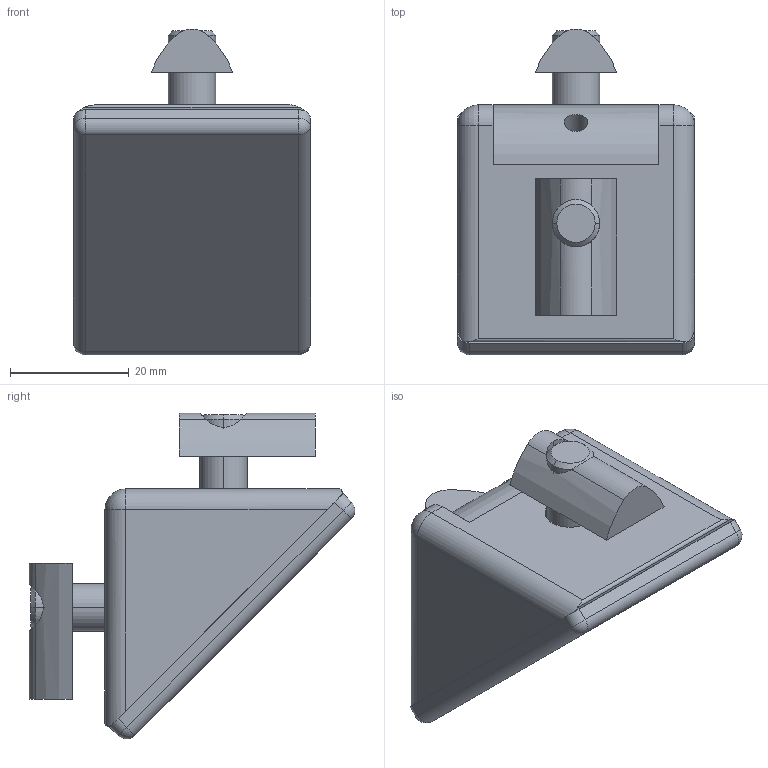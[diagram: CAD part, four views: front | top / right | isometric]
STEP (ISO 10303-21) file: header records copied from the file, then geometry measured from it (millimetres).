
FILE_DESCRIPTION(('STEP AP214'),'1');
FILE_NAME('cctmp_29CF2ABD-5296-4024-8B71-2363A0977F71_2019_11_10_14_27_23_319..stp','2019-11-10T13:27:23',('item Industrietechnik GmbH'),('CADClick - www.CADClick.com'),'Spatial InterOp 3D',' ','unknown authorization');
FILE_SCHEMA(('AUTOMOTIVE_DESIGN'));
Length unit declared in the file: millimetre
Products named in the file (9): item_0067011_Angle Bracket Set 8 40x40
Assembly tree (8 placements, depth 2):
  (unnamed)
    item_0067011_Angle Bracket Set 8 40x40
    item_0067011_Angle Bracket Set 8 40x40
    item_0067011_Angle Bracket Set 8 40x40
    item_0067011_Angle Bracket Set 8 40x40
    item_0067011_Angle Bracket Set 8 40x40
    item_0067011_Angle Bracket Set 8 40x40
    item_0067011_Angle Bracket Set 8 40x40
    item_0067011_Angle Bracket Set 8 40x40
Bounding box: 40 x 54.98 x 54.98 mm (x, y, z)
Volume: 33075.2 mm3; surface area: 19432.3 mm2
Topology: 8 solids, 8 shells, 159 faces, 386 edges, 244 vertices
Faces by surface type: cylinder 74, plane 67, torus 8, sphere 6, cone 4
Entity records: 6532 total; most frequent: CARTESIAN_POINT 1162, DIRECTION 872, ORIENTED_EDGE 760, EDGE_CURVE 380, AXIS2_PLACEMENT_3D 342, VERTEX_POINT 244, LINE 188, VECTOR 188
